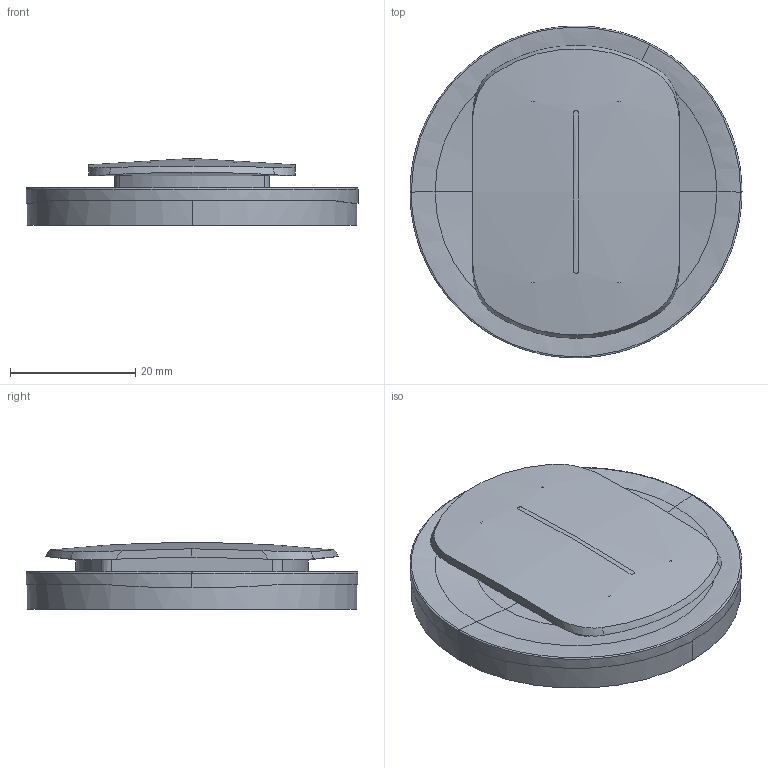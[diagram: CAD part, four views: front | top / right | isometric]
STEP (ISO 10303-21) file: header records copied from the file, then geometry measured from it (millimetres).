
FILE_DESCRIPTION(('CATIA V5 STEP Exchange','CAx-IF Rec.Pracs.--- Model Styling and Organization---1.5--- 2016-08-15','CAx-IF Rec.Pracs.---Supplemental Geometry---1.0---2011-11-01','CAx-IF Rec.Pracs.--- Composite Materials ---1.1---2010-07-15'),'2;1');
FILE_NAME('CB1020s.stp','2023-10-05T08:52:34+00:00',('none'),('none'),'CATIA Version 5-6 Release 2020 SP3','CATIA V5 STEP AP214 v2','none');
FILE_SCHEMA(('AUTOMOTIVE_DESIGN { 1 0 10303 214 1 1 1 1 }'));
Length unit declared in the file: millimetre
Products named in the file (5): T003535_A ; ED11210_A; A026875_A ; EE02193_A; EH00981_A
Assembly tree (4 placements, depth 3):
  T003535_A 
    ED11210_A
    A026875_A 
      EE02193_A
      EH00981_A
Bounding box: 53 x 52.98 x 10.68 mm (x, y, z)
Volume: 6992.7 mm3; surface area: 10057.4 mm2
Topology: 3 solids, 3 shells, 328 faces, 874 edges, 565 vertices
Faces by surface type: bspline 138, plane 119, cylinder 34, cone 16, extrusion 13, revolution 6, torus 2
Entity records: 16484 total; most frequent: CARTESIAN_POINT 10051, ORIENTED_EDGE 1748, EDGE_CURVE 874, B_SPLINE_CURVE_WITH_KNOTS 627, VERTEX_POINT 565, DIRECTION 533, EDGE_LOOP 345, ADVANCED_FACE 328
